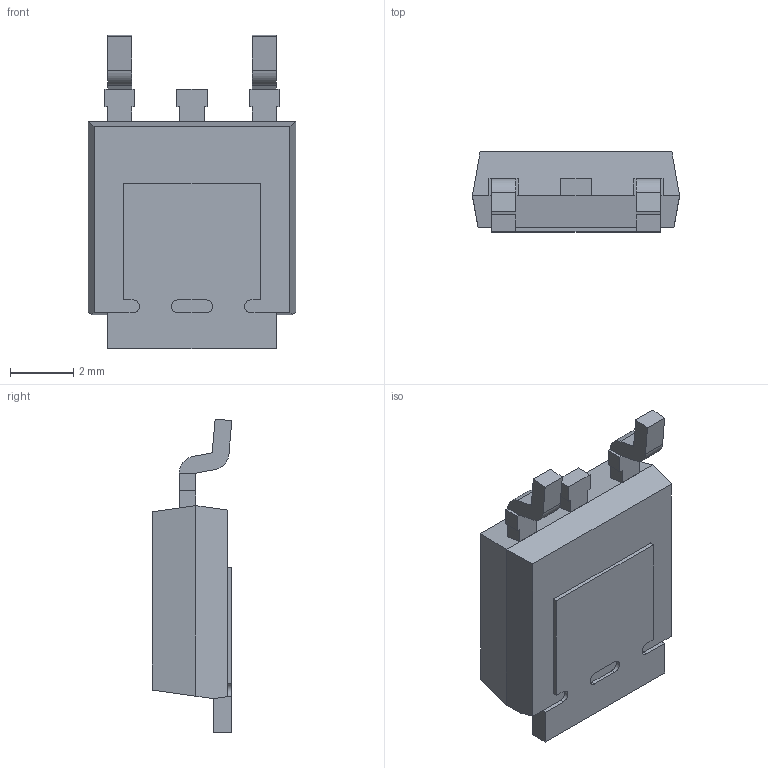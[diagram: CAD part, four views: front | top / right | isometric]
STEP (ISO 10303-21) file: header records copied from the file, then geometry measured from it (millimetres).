
FILE_DESCRIPTION (( 'STEP AP214' ), '1' );
FILE_NAME ('FDD306P.STEP', '2021-02-19T00:54:42', ( '' ), ( '' ), 'SwSTEP 2.0', 'SolidWorks 2017', '' );
FILE_SCHEMA (( 'AUTOMOTIVE_DESIGN' ));
Length unit declared in the file: millimetre
Products named in the file (1): FDD306P
Bounding box: 6.54 x 2.52 x 9.9 mm (x, y, z)
Volume: 98.1 mm3; surface area: 220.7 mm2
Topology: 5 solids, 5 shells, 100 faces, 253 edges, 164 vertices
Faces by surface type: plane 84, cylinder 16
Entity records: 3031 total; most frequent: CARTESIAN_POINT 518, ORIENTED_EDGE 506, DIRECTION 487, EDGE_CURVE 253, VECTOR 221, LINE 221, VERTEX_POINT 164, AXIS2_PLACEMENT_3D 133
